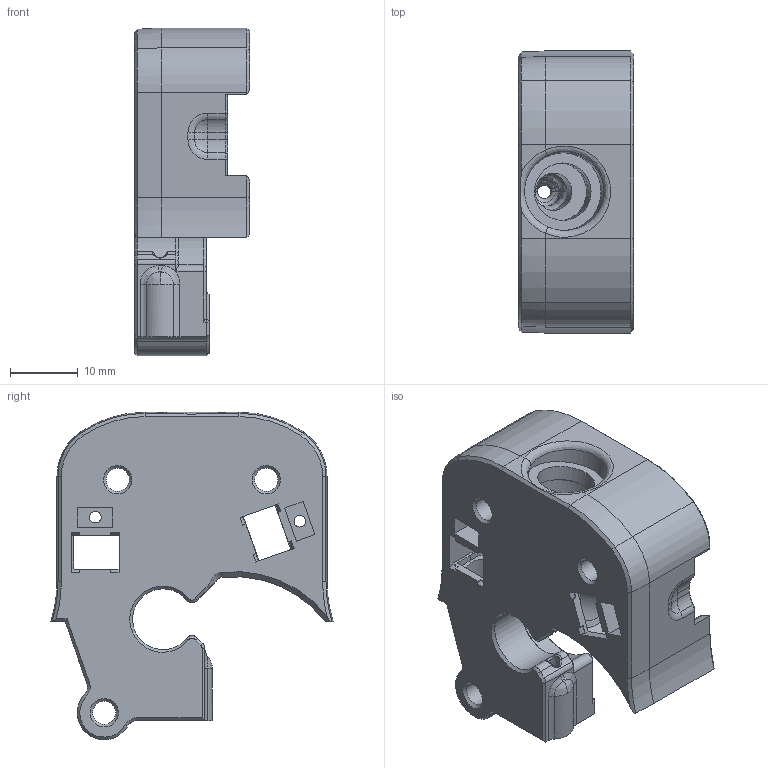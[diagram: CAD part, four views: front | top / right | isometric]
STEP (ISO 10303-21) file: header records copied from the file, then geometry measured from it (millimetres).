
FILE_DESCRIPTION(/* description */ (''),/* implementation_level */ '2;1');
FILE_NAME(/* name */ 'Mid_Body - bowden fitting.stp',/* time_stamp */ '2021-09-22T11:56:03-03:00',/* author */ ('Diego.labarca'),/* organization */ (''),/* preprocessor_version */ 'ST-DEVELOPER v18.1',/* originating_system */ 'Autodesk Inventor 2021',/* authorisation */ '');
FILE_SCHEMA (('AUTOMOTIVE_DESIGN { 1 0 10303 214 3 1 1 }'));
Length unit declared in the file: millimetre
Products named in the file (1): Mid_Body
Bounding box: 17.05 x 41.78 x 48.5 mm (x, y, z)
Volume: 9416.2 mm3; surface area: 9416.4 mm2
Topology: 1 solids, 1 shells, 663 faces, 1816 edges, 1144 vertices
Faces by surface type: plane 228, cylinder 163, cone 135, bspline 97, torus 31, sphere 9
Full cylindrical faces by diameter (mm): 1.7 x2, 2 x3, 3.4 x3, 4 x1, 4.5 x2, 5.5 x3, 8.5 x1, 8.8 x1
Entity records: 27655 total; most frequent: CARTESIAN_POINT 11421, ORIENTED_EDGE 3618, DIRECTION 3186, EDGE_CURVE 1809, AXIS2_PLACEMENT_3D 1202, VERTEX_POINT 1138, LINE 782, VECTOR 782
